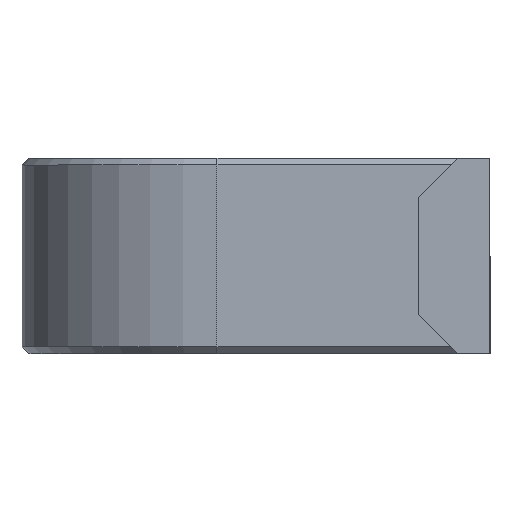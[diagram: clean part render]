
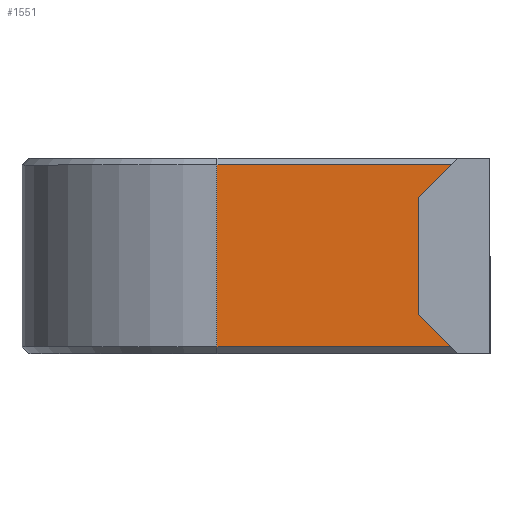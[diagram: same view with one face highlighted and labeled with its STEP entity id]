
A CAD part, left-side view. The second image highlights one B-rep face of the part: STEP entity #1551.
In plain terms, the highlighted planar face has unit normal (-1, 0, 0).
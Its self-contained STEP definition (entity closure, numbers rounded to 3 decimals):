
#1255 = VERTEX_POINT('',#1256);
#1256 = CARTESIAN_POINT('',(-25.,21.,7.));
#1287 = VERTEX_POINT('',#1288);
#1288 = CARTESIAN_POINT('',(-25.,2.4,7.));
#1294 = EDGE_CURVE('',#1255,#1287,#1295,.T.);
#1295 = LINE('',#1296,#1297);
#1296 = CARTESIAN_POINT('',(-25.,21.,7.));
#1297 = VECTOR('',#1298,1.);
#1298 = DIRECTION('',(0.,-1.,0.));
#1308 = EDGE_CURVE('',#1287,#1309,#1311,.T.);
#1309 = VERTEX_POINT('',#1310);
#1310 = CARTESIAN_POINT('',(-25.,2.4,-7.));
#1311 = LINE('',#1312,#1313);
#1312 = CARTESIAN_POINT('',(-25.,2.4,7.5));
#1313 = VECTOR('',#1314,1.);
#1314 = DIRECTION('',(0.,0.,-1.));
#1415 = VERTEX_POINT('',#1416);
#1416 = CARTESIAN_POINT('',(-25.,21.,-7.));
#1445 = EDGE_CURVE('',#1415,#1309,#1446,.T.);
#1446 = LINE('',#1447,#1448);
#1447 = CARTESIAN_POINT('',(-25.,21.,-7.));
#1448 = VECTOR('',#1449,1.);
#1449 = DIRECTION('',(0.,-1.,0.));
#1525 = EDGE_CURVE('',#1255,#1415,#1526,.T.);
#1526 = LINE('',#1527,#1528);
#1527 = CARTESIAN_POINT('',(-25.,21.,7.5));
#1528 = VECTOR('',#1529,1.);
#1529 = DIRECTION('',(0.,0.,-1.));
#1551 = ADVANCED_FACE('',(#1552),#1558,.F.);
#1552 = FACE_BOUND('',#1553,.T.);
#1553 = EDGE_LOOP('',(#1554,#1555,#1556,#1557));
#1554 = ORIENTED_EDGE('',*,*,#1525,.T.);
#1555 = ORIENTED_EDGE('',*,*,#1445,.T.);
#1556 = ORIENTED_EDGE('',*,*,#1308,.F.);
#1557 = ORIENTED_EDGE('',*,*,#1294,.F.);
#1558 = PLANE('',#1559);
#1559 = AXIS2_PLACEMENT_3D('',#1560,#1561,#1562);
#1560 = CARTESIAN_POINT('',(-25.,21.,7.5));
#1561 = DIRECTION('',(1.,0.,0.));
#1562 = DIRECTION('',(0.,1.,0.));
